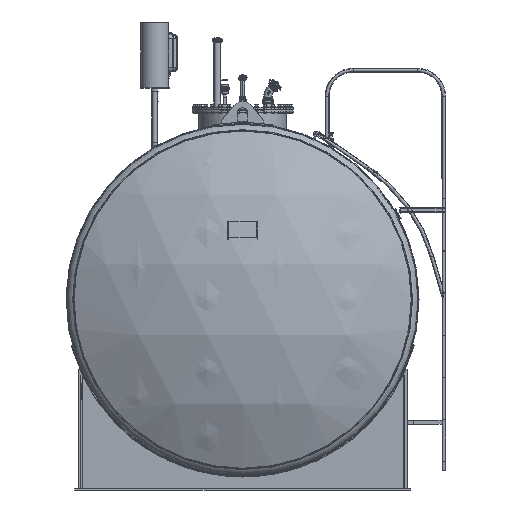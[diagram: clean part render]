
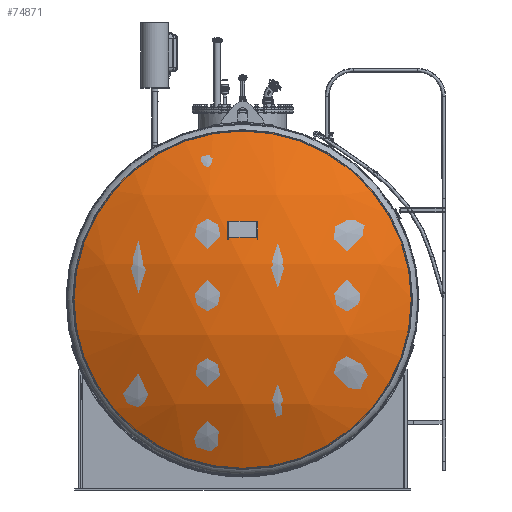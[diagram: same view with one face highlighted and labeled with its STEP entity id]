
A CAD part, left-side view. The second image highlights one B-rep face of the part: STEP entity #74871.
In plain terms, the highlighted spherical face has radius 2515 mm.
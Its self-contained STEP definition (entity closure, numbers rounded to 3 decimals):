
#1754=SPHERICAL_SURFACE('',#80061,2515.);
#6200=FACE_OUTER_BOUND('',#10721,.T.);
#10721=EDGE_LOOP('',(#49102));
#26528=CIRCLE('',#80059,1208.955);
#30459=VERTEX_POINT('',#112055);
#37623=EDGE_CURVE('',#30459,#30459,#26528,.T.);
#49102=ORIENTED_EDGE('',*,*,#37623,.T.);
#74871=ADVANCED_FACE('',(#6200),#1754,.T.);
#80059=AXIS2_PLACEMENT_3D('',#112056,#89228,#89229);
#80061=AXIS2_PLACEMENT_3D('',#112058,#89232,#89233);
#89228=DIRECTION('center_axis',(-1.,0.,0.));
#89229=DIRECTION('ref_axis',(0.,-1.,0.));
#89232=DIRECTION('center_axis',(0.,0.,1.));
#89233=DIRECTION('ref_axis',(0.,-1.,0.));
#112055=CARTESIAN_POINT('',(-6020.251,0.,1208.955));
#112056=CARTESIAN_POINT('Origin',(-6020.251,0.,
0.));
#112058=CARTESIAN_POINT('Origin',(-3814.882,0.,
0.));
